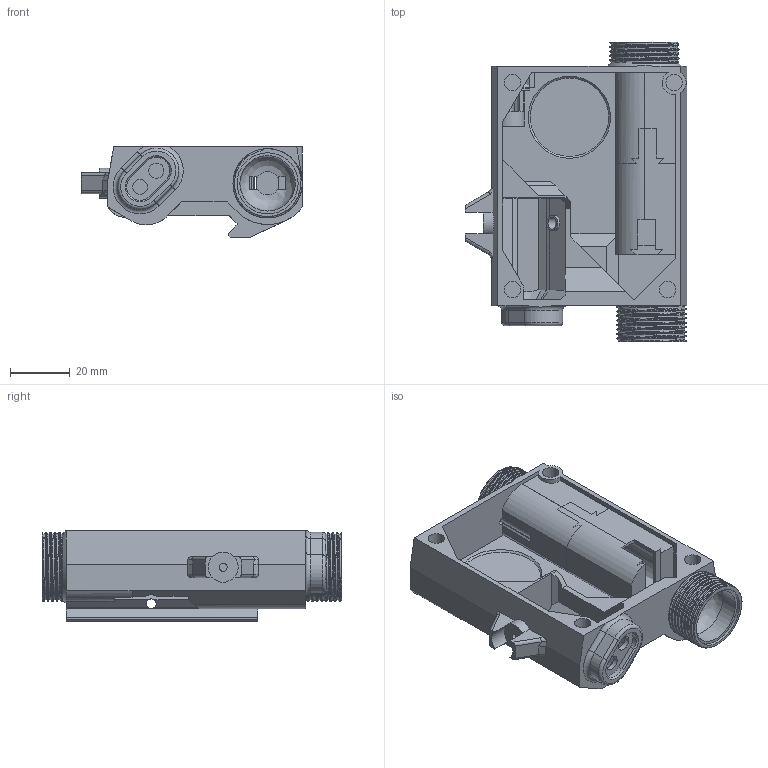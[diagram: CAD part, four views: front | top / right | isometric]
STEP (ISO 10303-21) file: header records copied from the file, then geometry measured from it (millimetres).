
FILE_DESCRIPTION(/* description */ (''),/* implementation_level */ '2;1');
FILE_NAME(/* name */ 'Body_Variants.step',/* time_stamp */ '2023-10-02T09:21:37-04:00',/* author */ (''),/* organization */ (''),/* preprocessor_version */ 'ST-DEVELOPER v20',/* originating_system */ 'Autodesk Translation Framework v12.9.0.99',/* authorisation */ '');
FILE_SCHEMA (('AUTOMOTIVE_DESIGN { 1 0 10303 214 3 1 1 }'));
Products named in the file (5): Body Variants; body_cr123_jack; body_18650_jack; body_18650_crane; body_cr123_crane
Assembly tree (4 placements, depth 2):
  Body Variants
    body_cr123_jack
    body_18650_jack
    body_18650_crane
    body_cr123_crane
Bounding box: 73.82 x 100 x 30.19 mm (x, y, z)
Volume: 211758.6 mm3; surface area: 125196.2 mm2
Topology: 4 solids, 4 shells, 1068 faces, 2960 edges, 1926 vertices
Faces by surface type: plane 610, cylinder 358, cone 56, bspline 28, torus 16
Full cylindrical faces by diameter (mm): 2.7 x4, 3.3 x4, 4 x12, 5 x8, 5.03 x2, 5.2 x4, 5.5 x16, 6.1 x2, 7.8 x2, 18 x2, 18.5 x4, 19.25 x2, 20.4 x4, 22.132 x44, 23.074 x16, 23.1 x28
Entity records: 51319 total; most frequent: CARTESIAN_POINT 24053, ORIENTED_EDGE 5920, DIRECTION 5342, EDGE_CURVE 2960, VERTEX_POINT 1926, LINE 1828, VECTOR 1828, AXIS2_PLACEMENT_3D 1757
